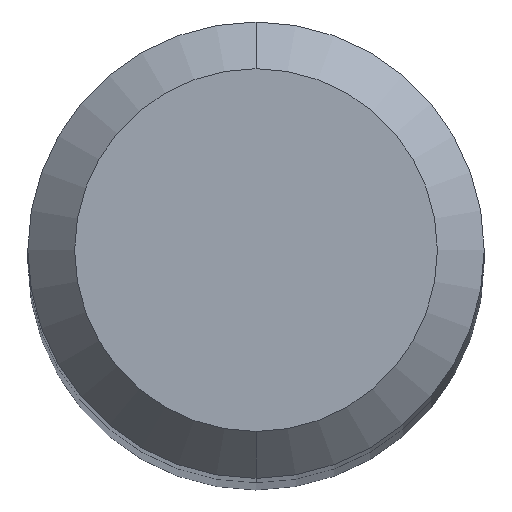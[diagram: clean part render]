
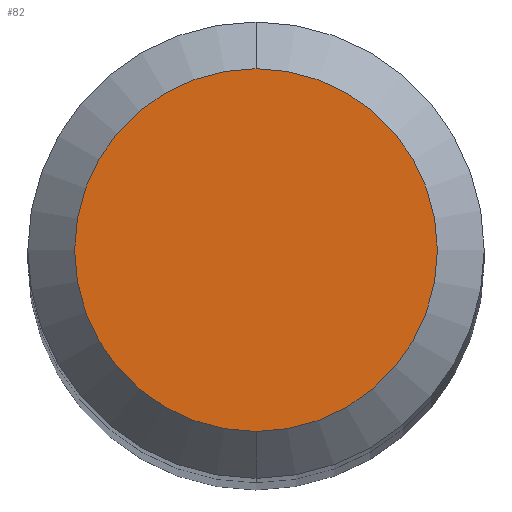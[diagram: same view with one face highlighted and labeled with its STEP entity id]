
A CAD part, top view. The second image highlights one B-rep face of the part: STEP entity #82.
In plain terms, the highlighted planar face has unit normal (0, 0, 1).
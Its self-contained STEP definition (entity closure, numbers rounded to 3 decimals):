
#11 = CARTESIAN_POINT ( 'NONE',  ( 0., 0., 117. ) ) ;
#23 = VERTEX_POINT ( 'NONE', #231 ) ;
#43 = EDGE_CURVE ( 'NONE', #23, #111, #164, .T. ) ;
#45 = DIRECTION ( 'NONE',  ( 0., 0., -1. ) ) ;
#54 = ORIENTED_EDGE ( 'NONE', *, *, #43, .F. ) ;
#77 = AXIS2_PLACEMENT_3D ( 'NONE', #334, #332, #208 ) ;
#82 = ADVANCED_FACE ( 'NONE', ( #95 ), #204, .F. ) ;
#86 = CARTESIAN_POINT ( 'NONE',  ( 0., 3.1, 117. ) ) ;
#95 = FACE_OUTER_BOUND ( 'NONE', #108, .T. ) ;
#108 = EDGE_LOOP ( 'NONE', ( #290, #54 ) ) ;
#111 = VERTEX_POINT ( 'NONE', #86 ) ;
#127 = CARTESIAN_POINT ( 'NONE',  ( 0., 0., 117. ) ) ;
#137 = EDGE_CURVE ( 'NONE', #111, #23, #302, .T. ) ;
#139 = DIRECTION ( 'NONE',  ( 0., 0., -1. ) ) ;
#155 = DIRECTION ( 'NONE',  ( 0., 1., 0. ) ) ;
#164 = CIRCLE ( 'NONE', #77, 3.1 ) ;
#170 = AXIS2_PLACEMENT_3D ( 'NONE', #127, #45, #155 ) ;
#186 = AXIS2_PLACEMENT_3D ( 'NONE', #11, #139, #199 ) ;
#199 = DIRECTION ( 'NONE',  ( 0., 1., 0. ) ) ;
#204 = PLANE ( 'NONE',  #170 ) ;
#208 = DIRECTION ( 'NONE',  ( 0., 1., 0. ) ) ;
#231 = CARTESIAN_POINT ( 'NONE',  ( 0., -3.1, 117. ) ) ;
#290 = ORIENTED_EDGE ( 'NONE', *, *, #137, .F. ) ;
#302 = CIRCLE ( 'NONE', #186, 3.1 ) ;
#332 = DIRECTION ( 'NONE',  ( 0., 0., -1. ) ) ;
#334 = CARTESIAN_POINT ( 'NONE',  ( 0., 0., 117. ) ) ;
